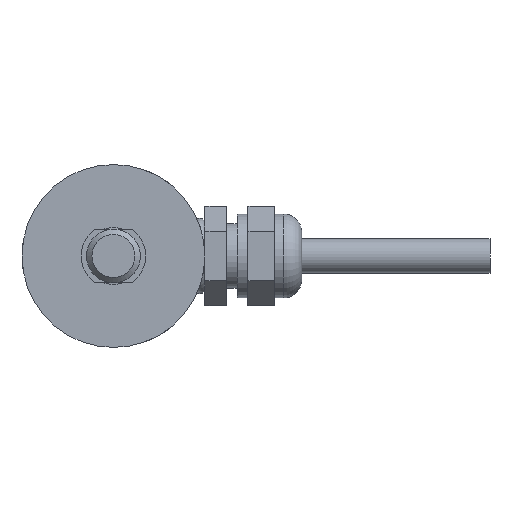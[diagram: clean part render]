
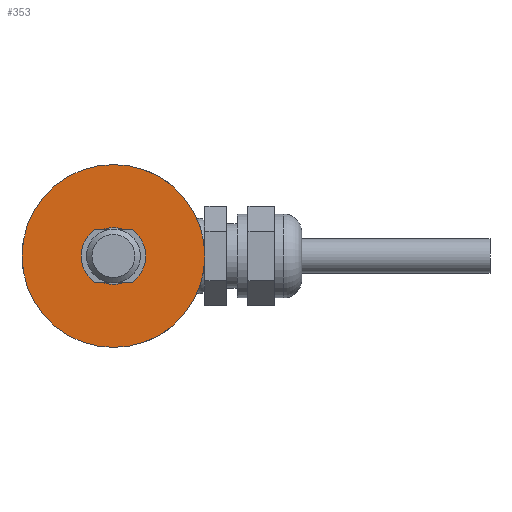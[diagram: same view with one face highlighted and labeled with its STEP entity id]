
A CAD part, left-side view. The second image highlights one B-rep face of the part: STEP entity #353.
In plain terms, the highlighted face is planar.
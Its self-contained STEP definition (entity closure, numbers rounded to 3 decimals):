
#353 = ADVANCED_FACE( '', ( #677, #678 ), #679, .T. );
#677 = FACE_BOUND( '', #1504, .T. );
#678 = FACE_OUTER_BOUND( '', #1505, .T. );
#679 = PLANE( '', #1506 );
#1504 = EDGE_LOOP( '', ( #2176 ) );
#1505 = EDGE_LOOP( '', ( #2177 ) );
#1506 = AXIS2_PLACEMENT_3D( '', #2178, #2179, #2180 );
#2176 = ORIENTED_EDGE( '', *, *, #2453, .T. );
#2177 = ORIENTED_EDGE( '', *, *, #2504, .F. );
#2178 = CARTESIAN_POINT( '', ( 9., 8.5, 0. ) );
#2179 = DIRECTION( '', ( 1., 0., 0. ) );
#2180 = DIRECTION( '', ( 0., 0., -1. ) );
#2453 = EDGE_CURVE( '', #2865, #2865, #2866, .F. );
#2504 = EDGE_CURVE( '', #2938, #2938, #2939, .T. );
#2865 = VERTEX_POINT( '', #3528 );
#2866 = CIRCLE( '', #3529, 2.64 );
#2938 = VERTEX_POINT( '', #3713 );
#2939 = CIRCLE( '', #3714, 8.5 );
#3528 = CARTESIAN_POINT( '', ( 9., 0., -2.64 ) );
#3529 = AXIS2_PLACEMENT_3D( '', #4077, #4078, #4079 );
#3713 = CARTESIAN_POINT( '', ( 9., 0., 8.5 ) );
#3714 = AXIS2_PLACEMENT_3D( '', #4144, #4145, #4146 );
#4077 = CARTESIAN_POINT( '', ( 9., 0., 0. ) );
#4078 = DIRECTION( '', ( 1., 0., 0. ) );
#4079 = DIRECTION( '', ( 0., 0., -1. ) );
#4144 = CARTESIAN_POINT( '', ( 9., 0., 0. ) );
#4145 = DIRECTION( '', ( -1., 0., 0. ) );
#4146 = DIRECTION( '', ( 0., 0., 1. ) );
